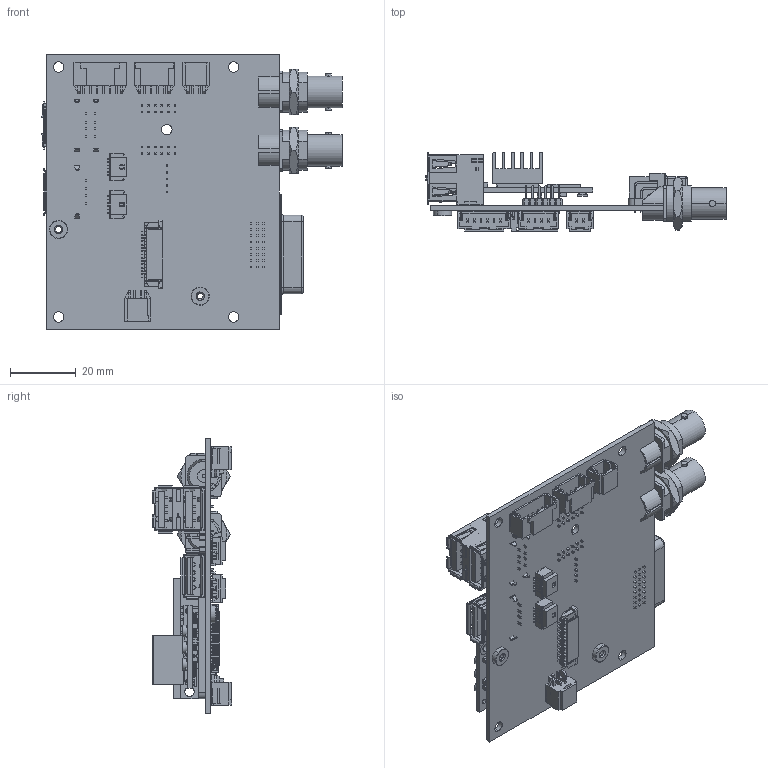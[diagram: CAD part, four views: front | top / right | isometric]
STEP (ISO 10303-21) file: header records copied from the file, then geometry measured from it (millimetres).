
FILE_DESCRIPTION (( 'STEP AP214' ), '1' );
FILE_NAME ('4023.STEP', '2019-01-09T01:16:28', ( '' ), ( '' ), 'SwSTEP 2.0', 'SolidWorks 2012', '' );
FILE_SCHEMA (( 'AUTOMOTIVE_DESIGN' ));
Length unit declared in the file: inch
Products named in the file (28): CPU heatsink_15x15x9.6; 2960; SOT-23-5; LED_0603; IC_3x3; IC_5x5; SOT-23; Cap_ceramic_0805; Choke ELL4; IC_9x12.5; IC_13x13; IC_10x13; DF40; PEM_SMTSO_2-56 .062lg; FPC15-1.0; HDR-2MM_DuraClik_RA_2 Pin; HDR-2MM_DuraClik_RA_6 Pin; HDR-2MM_DuraClik_RA_4 Pin; HDR6-1.00MM_SM-RA; JUMPER-SIP 2mm_SIP\5P; JUMPER-DIP 2mm_12; USB-A-RA; USB_DOUBLE; BNC_Edge Launch; DVI_DVI-I; 4023
Assembly tree (44 placements, depth 3):
  4023
    4023
    DVI_DVI-I
    BNC_Edge Launch  x2
    USB_DOUBLE
    USB-A-RA
    JUMPER-DIP 2mm_12  x2
    JUMPER-SIP 2mm_SIP\5P
    HDR6-1.00MM_SM-RA  x2
    HDR-2MM_DuraClik_RA_4 Pin
    HDR-2MM_DuraClik_RA_6 Pin
    HDR-2MM_DuraClik_RA_2 Pin  x2
    FPC15-1.0
    PEM_SMTSO_2-56 .062lg  x2
    2960
      2960
      DF40  x2
      IC_10x13
      IC_13x13
      IC_9x12.5
      Choke ELL4  x3
      Cap_ceramic_0805  x6
      SOT-23
      IC_5x5
      IC_3x3
      LED_0603  x4
      SOT-23-5  x2
    CPU heatsink_15x15x9.6
Bounding box: 91.51 x 24.3 x 83.82 mm (x, y, z)
Volume: 24214.5 mm3; surface area: 37089.3 mm2
Topology: 97 solids, 97 shells, 6686 faces, 17894 edges, 11700 vertices
Faces by surface type: plane 6084, cylinder 511, cone 42, bspline 41, torus 6, sphere 2
Entity records: 177539 total; most frequent: CARTESIAN_POINT 29904, ORIENTED_EDGE 25076, DIRECTION 21777, EDGE_CURVE 12538, VECTOR 11243, LINE 11243, VERTEX_POINT 8190, AXIS2_PLACEMENT_3D 5267
